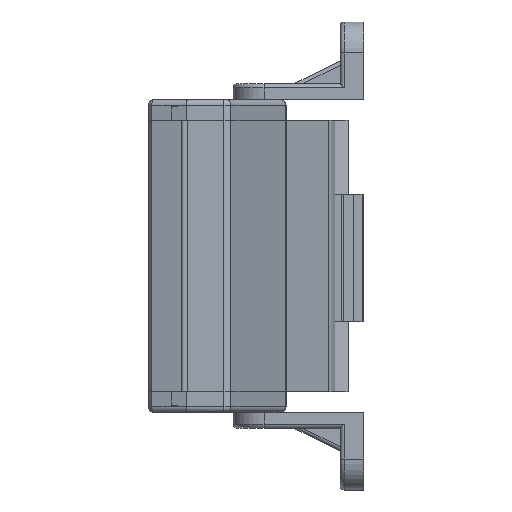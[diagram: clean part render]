
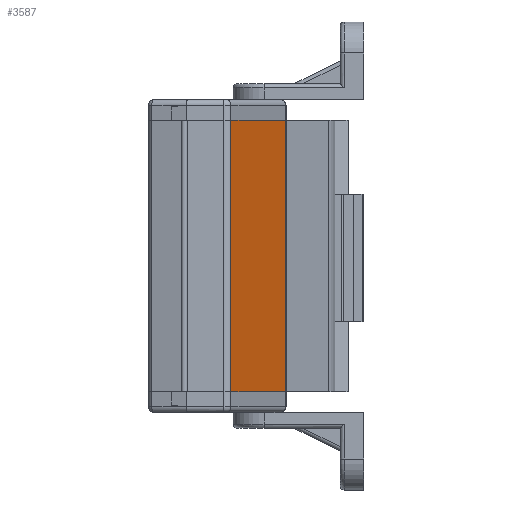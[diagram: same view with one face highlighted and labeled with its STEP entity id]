
A CAD part, left-side view. The second image highlights one B-rep face of the part: STEP entity #3587.
In plain terms, the highlighted planar face has unit normal (-0.391, -0.92, 0).
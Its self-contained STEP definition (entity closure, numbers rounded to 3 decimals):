
#187 = ORIENTED_EDGE ( 'NONE', *, *, #244, .F. ) ;
#244 = EDGE_CURVE ( 'NONE', #6110, #1521, #14036, .T. ) ;
#413 = CARTESIAN_POINT ( 'NONE',  ( -112.439, 47.608, -35. ) ) ;
#774 = LINE ( 'NONE', #413, #4659 ) ;
#1115 = CARTESIAN_POINT ( 'NONE',  ( -112.439, 47.608, 0. ) ) ;
#1228 = CARTESIAN_POINT ( 'NONE',  ( -112.439, 47.608, 0. ) ) ;
#1521 = VERTEX_POINT ( 'NONE', #2441 ) ;
#1559 = ORIENTED_EDGE ( 'NONE', *, *, #2224, .T. ) ;
#1869 = AXIS2_PLACEMENT_3D ( 'NONE', #2676, #9574, #12880 ) ;
#2045 = ORIENTED_EDGE ( 'NONE', *, *, #6638, .F. ) ;
#2224 = EDGE_CURVE ( 'NONE', #8975, #1521, #13294, .T. ) ;
#2441 = CARTESIAN_POINT ( 'NONE',  ( -95.886, 40.58, 0. ) ) ;
#2676 = CARTESIAN_POINT ( 'NONE',  ( -112.439, 47.608, -35. ) ) ;
#3587 = ADVANCED_FACE ( 'NONE', ( #11053 ), #5914, .T. ) ;
#4080 = ORIENTED_EDGE ( 'NONE', *, *, #7584, .T. ) ;
#4659 = VECTOR ( 'NONE', #10643, 1000. ) ;
#5008 = EDGE_LOOP ( 'NONE', ( #187, #2045, #4080, #1559 ) ) ;
#5914 = PLANE ( 'NONE',  #1869 ) ;
#5999 = CARTESIAN_POINT ( 'NONE',  ( -95.886, 40.58, -35. ) ) ;
#6110 = VERTEX_POINT ( 'NONE', #1228 ) ;
#6638 = EDGE_CURVE ( 'NONE', #14390, #6110, #13343, .T. ) ;
#6763 = DIRECTION ( 'NONE',  ( 0.92, -0.391, 0. ) ) ;
#7354 = VECTOR ( 'NONE', #11777, 1000. ) ;
#7584 = EDGE_CURVE ( 'NONE', #14390, #8975, #774, .T. ) ;
#8286 = DIRECTION ( 'NONE',  ( 0., 0., 1. ) ) ;
#8975 = VERTEX_POINT ( 'NONE', #11440 ) ;
#9574 = DIRECTION ( 'NONE',  ( -0.391, -0.92, 0. ) ) ;
#10304 = VECTOR ( 'NONE', #8286, 1000. ) ;
#10643 = DIRECTION ( 'NONE',  ( 0.92, -0.391, 0. ) ) ;
#11035 = VECTOR ( 'NONE', #6763, 1000. ) ;
#11053 = FACE_OUTER_BOUND ( 'NONE', #5008, .T. ) ;
#11440 = CARTESIAN_POINT ( 'NONE',  ( -95.886, 40.58, -35. ) ) ;
#11777 = DIRECTION ( 'NONE',  ( 0., 0., 1. ) ) ;
#12814 = CARTESIAN_POINT ( 'NONE',  ( -112.439, 47.608, -35. ) ) ;
#12880 = DIRECTION ( 'NONE',  ( 0.92, -0.391, 0. ) ) ;
#13294 = LINE ( 'NONE', #5999, #10304 ) ;
#13343 = LINE ( 'NONE', #12814, #7354 ) ;
#14036 = LINE ( 'NONE', #1115, #11035 ) ;
#14390 = VERTEX_POINT ( 'NONE', #14575 ) ;
#14575 = CARTESIAN_POINT ( 'NONE',  ( -112.439, 47.608, -35. ) ) ;
